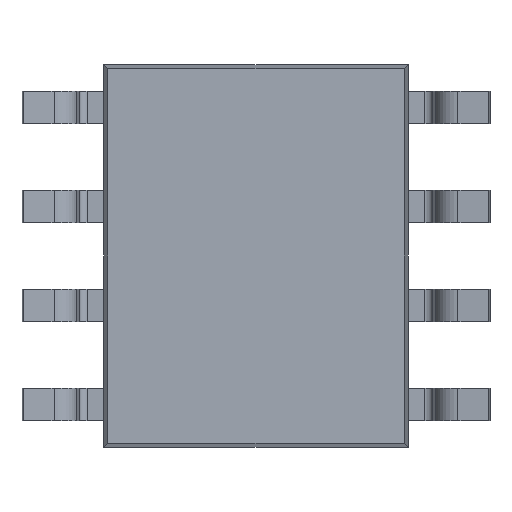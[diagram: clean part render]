
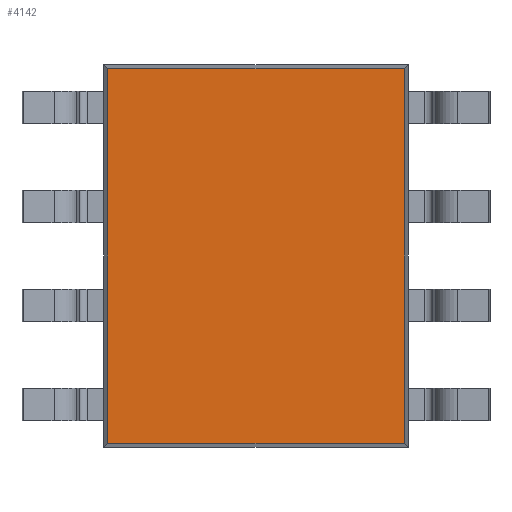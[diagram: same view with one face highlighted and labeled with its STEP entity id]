
A CAD part, front view. The second image highlights one B-rep face of the part: STEP entity #4142.
In plain terms, the highlighted face is planar.
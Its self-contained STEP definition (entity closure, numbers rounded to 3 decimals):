
#125 = VERTEX_POINT ( 'NONE', #3529 ) ;
#198 = ORIENTED_EDGE ( 'NONE', *, *, #4743, .T. ) ;
#570 = VECTOR ( 'NONE', #4264, 1000. ) ;
#944 = DIRECTION ( 'NONE',  ( 1., 0., 0. ) ) ;
#1189 = AXIS2_PLACEMENT_3D ( 'NONE', #3636, #1743, #4041 ) ;
#1309 = CARTESIAN_POINT ( 'NONE',  ( -2.08, 4.062, -3.48 ) ) ;
#1664 = CARTESIAN_POINT ( 'NONE',  ( -2.08, 1.664, -3.48 ) ) ;
#1743 = DIRECTION ( 'NONE',  ( 0., 0., -1. ) ) ;
#1765 = DIRECTION ( 'NONE',  ( 0., -1., 0. ) ) ;
#1788 = EDGE_CURVE ( 'NONE', #3449, #2577, #2139, .T. ) ;
#1882 = ORIENTED_EDGE ( 'NONE', *, *, #3765, .T. ) ;
#1961 = LINE ( 'NONE', #2878, #2109 ) ;
#2109 = VECTOR ( 'NONE', #944, 1000. ) ;
#2139 = LINE ( 'NONE', #1309, #570 ) ;
#2346 = VECTOR ( 'NONE', #3586, 1000. ) ;
#2577 = VERTEX_POINT ( 'NONE', #3049 ) ;
#2729 = EDGE_LOOP ( 'NONE', ( #1882, #198, #3910, #4370 ) ) ;
#2824 = VECTOR ( 'NONE', #1765, 1000. ) ;
#2878 = CARTESIAN_POINT ( 'NONE',  ( -0.183, 6.459, -3.48 ) ) ;
#3049 = CARTESIAN_POINT ( 'NONE',  ( -2.08, 6.459, -3.48 ) ) ;
#3182 = CARTESIAN_POINT ( 'NONE',  ( -0.183, 1.664, -3.48 ) ) ;
#3217 = PLANE ( 'NONE',  #1189 ) ;
#3449 = VERTEX_POINT ( 'NONE', #1664 ) ;
#3529 = CARTESIAN_POINT ( 'NONE',  ( 1.715, 6.459, -3.48 ) ) ;
#3586 = DIRECTION ( 'NONE',  ( -1., 0., 0. ) ) ;
#3636 = CARTESIAN_POINT ( 'NONE',  ( -0.183, 4.062, -3.48 ) ) ;
#3765 = EDGE_CURVE ( 'NONE', #2577, #125, #1961, .T. ) ;
#3876 = FACE_OUTER_BOUND ( 'NONE', #2729, .T. ) ;
#3910 = ORIENTED_EDGE ( 'NONE', *, *, #4825, .T. ) ;
#3952 = LINE ( 'NONE', #3182, #2346 ) ;
#4041 = DIRECTION ( 'NONE',  ( 0., -1., 0. ) ) ;
#4142 = ADVANCED_FACE ( 'NONE', ( #3876 ), #3217, .T. ) ;
#4200 = CARTESIAN_POINT ( 'NONE',  ( 1.715, 1.664, -3.48 ) ) ;
#4259 = VERTEX_POINT ( 'NONE', #4200 ) ;
#4264 = DIRECTION ( 'NONE',  ( 0., 1., 0. ) ) ;
#4370 = ORIENTED_EDGE ( 'NONE', *, *, #1788, .T. ) ;
#4450 = LINE ( 'NONE', #4766, #2824 ) ;
#4743 = EDGE_CURVE ( 'NONE', #125, #4259, #4450, .T. ) ;
#4766 = CARTESIAN_POINT ( 'NONE',  ( 1.715, 4.062, -3.48 ) ) ;
#4825 = EDGE_CURVE ( 'NONE', #4259, #3449, #3952, .T. ) ;
